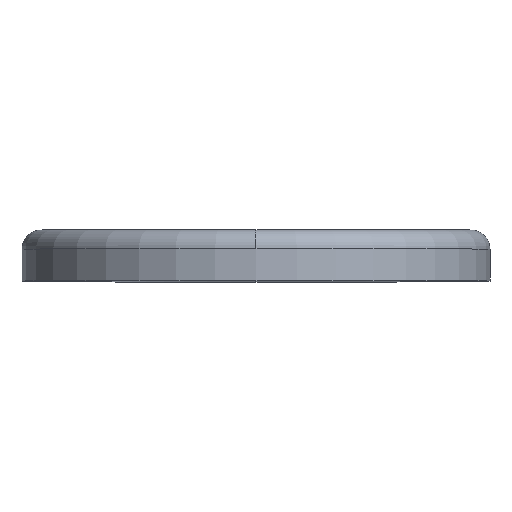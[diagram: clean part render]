
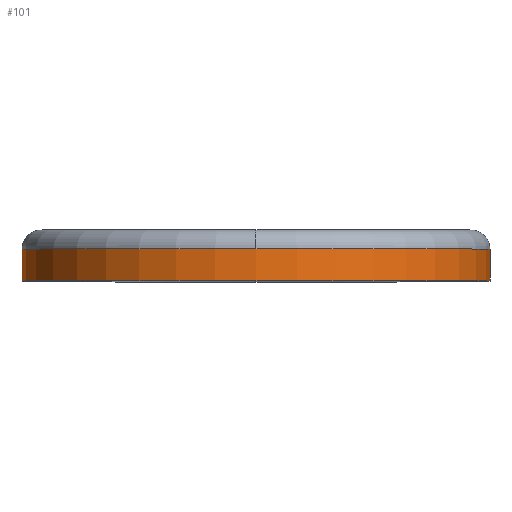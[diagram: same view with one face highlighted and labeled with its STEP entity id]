
A CAD part, top view. The second image highlights one B-rep face of the part: STEP entity #101.
In plain terms, the highlighted cylindrical face has radius 110 mm (diameter 220 mm), a partial arc.
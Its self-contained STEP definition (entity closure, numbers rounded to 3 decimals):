
#101=ADVANCED_FACE('',(#229),#230,.T.);
#229=FACE_OUTER_BOUND('',#410,.T.);
#230=CYLINDRICAL_SURFACE('',#411,110.0);
#410=EDGE_LOOP('',(#585,#586,#587,#588,#589));
#411=AXIS2_PLACEMENT_3D('',#590,#591,#592);
#585=ORIENTED_EDGE('',*,*,#1040,.F.);
#586=ORIENTED_EDGE('',*,*,#1041,.T.);
#587=ORIENTED_EDGE('',*,*,#1042,.F.);
#588=ORIENTED_EDGE('',*,*,#1035,.F.);
#589=ORIENTED_EDGE('',*,*,#1043,.F.);
#590=CARTESIAN_POINT('',(-205.469,47.219,0.0));
#591=DIRECTION('',(0.0,1.0,0.0));
#592=DIRECTION('',(-1.0,0.0,0.0));
#1035=EDGE_CURVE('',#1216,#1219,#1220,.T.);
#1040=EDGE_CURVE('',#1227,#1228,#1229,.T.);
#1041=EDGE_CURVE('',#1227,#1230,#1231,.T.);
#1042=EDGE_CURVE('',#1219,#1230,#1232,.T.);
#1043=EDGE_CURVE('',#1228,#1216,#1233,.T.);
#1216=VERTEX_POINT('',#1490);
#1219=VERTEX_POINT('',#1493);
#1220=CIRCLE('',#1494,110.0);
#1227=VERTEX_POINT('',#1501);
#1228=VERTEX_POINT('',#1502);
#1229=LINE('',#1503,#1504);
#1230=VERTEX_POINT('',#1505);
#1231=CIRCLE('',#1506,110.0);
#1232=LINE('',#1507,#1508);
#1233=CIRCLE('',#1509,110.0);
#1490=CARTESIAN_POINT('',(-205.469,54.719,110.0));
#1493=CARTESIAN_POINT('',(-95.469,54.719,0.));
#1494=AXIS2_PLACEMENT_3D('',#1794,#1795,#1796);
#1501=CARTESIAN_POINT('',(-315.469,39.719,0.0));
#1502=CARTESIAN_POINT('',(-315.469,54.719,0.0));
#1503=CARTESIAN_POINT('',(-315.469,47.219,0.));
#1504=VECTOR('',#1806,1.0);
#1505=CARTESIAN_POINT('',(-95.469,39.719,0.));
#1506=AXIS2_PLACEMENT_3D('',#1807,#1808,#1809);
#1507=CARTESIAN_POINT('',(-95.469,47.219,0.));
#1508=VECTOR('',#1810,1.0);
#1509=AXIS2_PLACEMENT_3D('',#1811,#1812,#1813);
#1794=CARTESIAN_POINT('',(-205.469,54.719,0.0));
#1795=DIRECTION('',(0.0,1.0,0.0));
#1796=DIRECTION('',(-1.0,0.0,0.0));
#1806=DIRECTION('',(0.0,1.0,0.0));
#1807=CARTESIAN_POINT('',(-205.469,39.719,0.0));
#1808=DIRECTION('',(0.0,1.0,0.0));
#1809=DIRECTION('',(-1.0,0.0,0.0));
#1810=DIRECTION('',(-0.0,-1.0,-0.0));
#1811=CARTESIAN_POINT('',(-205.469,54.719,0.0));
#1812=DIRECTION('',(0.0,1.0,0.0));
#1813=DIRECTION('',(-1.0,0.0,0.0));
